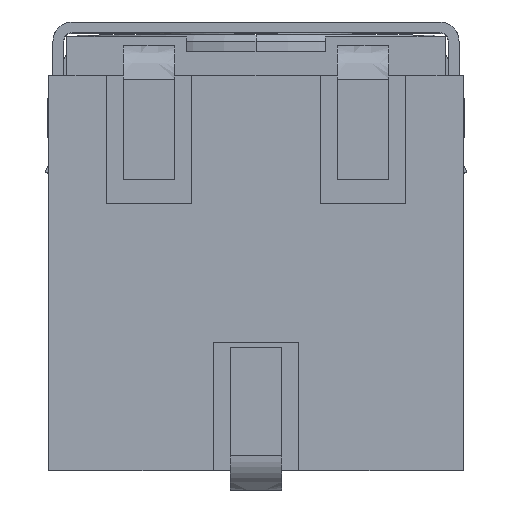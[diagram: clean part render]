
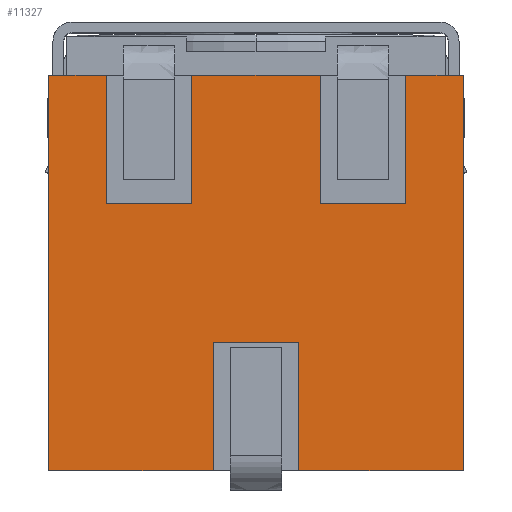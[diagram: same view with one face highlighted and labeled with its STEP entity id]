
A CAD part, top view. The second image highlights one B-rep face of the part: STEP entity #11327.
In plain terms, the highlighted free-form (B-spline) face has degree [1, 1] with [2, 2] control points.
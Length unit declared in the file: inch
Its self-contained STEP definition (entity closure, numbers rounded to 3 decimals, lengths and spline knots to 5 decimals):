
#2544=DIRECTION('',(-1.,0.,0.));
#2545=VECTOR('',#2544,0.06);
#2546=CARTESIAN_POINT('',(0.03,0.059,0.1155));
#2547=LINE('',#2546,#2545);
#2560=DIRECTION('',(-1.,0.,0.));
#2561=VECTOR('',#2560,0.027);
#2562=CARTESIAN_POINT('',(-0.07,0.059,0.1155));
#2563=LINE('',#2562,#2561);
#2600=DIRECTION('',(-1.,0.,0.));
#2601=VECTOR('',#2600,0.027);
#2602=CARTESIAN_POINT('',(0.097,0.059,0.1155));
#2603=LINE('',#2602,#2601);
#2652=DIRECTION('',(0.,-1.,0.));
#2653=VECTOR('',#2652,0.06);
#2654=CARTESIAN_POINT('',(-0.07,0.059,0.1155));
#2655=LINE('',#2654,#2653);
#2656=DIRECTION('',(1.,0.,0.));
#2657=VECTOR('',#2656,0.04);
#2658=CARTESIAN_POINT('',(-0.07,-0.001,0.1155));
#2659=LINE('',#2658,#2657);
#2660=DIRECTION('',(0.,-1.,0.));
#2661=VECTOR('',#2660,0.06);
#2662=CARTESIAN_POINT('',(-0.03,0.059,0.1155));
#2663=LINE('',#2662,#2661);
#2664=DIRECTION('',(0.,-1.,0.));
#2665=VECTOR('',#2664,0.06);
#2666=CARTESIAN_POINT('',(0.03,0.059,0.1155));
#2667=LINE('',#2666,#2665);
#2668=DIRECTION('',(1.,0.,0.));
#2669=VECTOR('',#2668,0.04);
#2670=CARTESIAN_POINT('',(0.03,-0.001,0.1155));
#2671=LINE('',#2670,#2669);
#2672=DIRECTION('',(0.,-1.,0.));
#2673=VECTOR('',#2672,0.06);
#2674=CARTESIAN_POINT('',(0.07,0.059,0.1155));
#2675=LINE('',#2674,#2673);
#2676=DIRECTION('',(0.,1.,0.));
#2677=VECTOR('',#2676,0.185);
#2678=CARTESIAN_POINT('',(0.097,-0.126,0.1155));
#2679=LINE('',#2678,#2677);
#2680=DIRECTION('',(0.,1.,0.));
#2681=VECTOR('',#2680,0.06);
#2682=CARTESIAN_POINT('',(0.02,-0.126,0.1155));
#2683=LINE('',#2682,#2681);
#2684=DIRECTION('',(-1.,0.,0.));
#2685=VECTOR('',#2684,0.04);
#2686=CARTESIAN_POINT('',(0.02,-0.066,0.1155));
#2687=LINE('',#2686,#2685);
#2688=DIRECTION('',(0.,1.,0.));
#2689=VECTOR('',#2688,0.06);
#2690=CARTESIAN_POINT('',(-0.02,-0.126,0.1155));
#2691=LINE('',#2690,#2689);
#2692=DIRECTION('',(0.,-1.,0.));
#2693=VECTOR('',#2692,0.185);
#2694=CARTESIAN_POINT('',(-0.097,0.059,0.1155));
#2695=LINE('',#2694,#2693);
#2768=DIRECTION('',(1.,0.,0.));
#2769=VECTOR('',#2768,0.077);
#2770=CARTESIAN_POINT('',(-0.097,-0.126,0.1155));
#2771=LINE('',#2770,#2769);
#2792=DIRECTION('',(1.,0.,0.));
#2793=VECTOR('',#2792,0.077);
#2794=CARTESIAN_POINT('',(0.02,-0.126,0.1155));
#2795=LINE('',#2794,#2793);
#7858=CARTESIAN_POINT('',(-0.097,0.059,0.1155));
#7859=CARTESIAN_POINT('',(-0.097,-0.126,0.1155));
#7860=VERTEX_POINT('',#7858);
#7861=VERTEX_POINT('',#7859);
#7862=CARTESIAN_POINT('',(0.097,-0.126,0.1155));
#7863=CARTESIAN_POINT('',(0.097,0.059,0.1155));
#7864=VERTEX_POINT('',#7862);
#7865=VERTEX_POINT('',#7863);
#8046=CARTESIAN_POINT('',(-0.07,0.059,0.1155));
#8048=VERTEX_POINT('',#8046);
#8050=CARTESIAN_POINT('',(-0.03,0.059,0.1155));
#8052=VERTEX_POINT('',#8050);
#8054=CARTESIAN_POINT('',(-0.07,-0.001,0.1155));
#8055=VERTEX_POINT('',#8054);
#8056=CARTESIAN_POINT('',(-0.03,-0.001,0.1155));
#8057=VERTEX_POINT('',#8056);
#8058=CARTESIAN_POINT('',(0.07,0.059,0.1155));
#8059=VERTEX_POINT('',#8058);
#8060=CARTESIAN_POINT('',(0.03,0.059,0.1155));
#8061=VERTEX_POINT('',#8060);
#8070=CARTESIAN_POINT('',(0.02,-0.126,0.1155));
#8072=VERTEX_POINT('',#8070);
#8074=CARTESIAN_POINT('',(-0.02,-0.126,0.1155));
#8076=VERTEX_POINT('',#8074);
#8078=CARTESIAN_POINT('',(0.03,-0.001,0.1155));
#8079=VERTEX_POINT('',#8078);
#8080=CARTESIAN_POINT('',(0.07,-0.001,0.1155));
#8081=VERTEX_POINT('',#8080);
#8082=CARTESIAN_POINT('',(0.02,-0.066,0.1155));
#8083=VERTEX_POINT('',#8082);
#8084=CARTESIAN_POINT('',(-0.02,-0.066,0.1155));
#8085=VERTEX_POINT('',#8084);
#11293=CARTESIAN_POINT('',(0.10088,-0.1297,0.1155));
#11294=CARTESIAN_POINT('',(-0.10088,-0.1297,0.1155));
#11295=CARTESIAN_POINT('',(0.10088,0.0627,0.1155));
#11296=CARTESIAN_POINT('',(-0.10088,0.0627,0.1155));
#11297=B_SPLINE_SURFACE_WITH_KNOTS('',1,1,((#11293,#11294),(#11295,#11296)),
.UNSPECIFIED.,.F.,.F.,.F.,(2,2),(2,2),(-0.1887,0.0037),(-0.19788,0.00388),
.UNSPECIFIED.);
#11299=ORIENTED_EDGE('',*,*,#11298,.T.);
#11301=ORIENTED_EDGE('',*,*,#11300,.T.);
#11303=ORIENTED_EDGE('',*,*,#11302,.F.);
#11304=ORIENTED_EDGE('',*,*,#11181,.F.);
#11306=ORIENTED_EDGE('',*,*,#11305,.T.);
#11308=ORIENTED_EDGE('',*,*,#11307,.T.);
#11309=ORIENTED_EDGE('',*,*,#11285,.F.);
#11310=ORIENTED_EDGE('',*,*,#11218,.F.);
#11312=ORIENTED_EDGE('',*,*,#11311,.F.);
#11314=ORIENTED_EDGE('',*,*,#11313,.F.);
#11316=ORIENTED_EDGE('',*,*,#11315,.T.);
#11318=ORIENTED_EDGE('',*,*,#11317,.T.);
#11320=ORIENTED_EDGE('',*,*,#11319,.F.);
#11322=ORIENTED_EDGE('',*,*,#11321,.F.);
#11323=ORIENTED_EDGE('',*,*,#11146,.F.);
#11324=ORIENTED_EDGE('',*,*,#11189,.F.);
#11325=EDGE_LOOP('',(#11299,#11301,#11303,#11304,#11306,#11308,#11309,#11310,
#11312,#11314,#11316,#11318,#11320,#11322,#11323,#11324));
#11326=FACE_OUTER_BOUND('',#11325,.F.);
#11327=ADVANCED_FACE('',(#11326),#11297,.T.);
#11146=EDGE_CURVE('',#7860,#7861,#2695,.T.);
#11181=EDGE_CURVE('',#8061,#8052,#2547,.T.);
#11189=EDGE_CURVE('',#8048,#7860,#2563,.T.);
#11218=EDGE_CURVE('',#7865,#8059,#2603,.T.);
#11285=EDGE_CURVE('',#8059,#8081,#2675,.T.);
#11298=EDGE_CURVE('',#8048,#8055,#2655,.T.);
#11300=EDGE_CURVE('',#8055,#8057,#2659,.T.);
#11302=EDGE_CURVE('',#8052,#8057,#2663,.T.);
#11305=EDGE_CURVE('',#8061,#8079,#2667,.T.);
#11307=EDGE_CURVE('',#8079,#8081,#2671,.T.);
#11311=EDGE_CURVE('',#7864,#7865,#2679,.T.);
#11313=EDGE_CURVE('',#8072,#7864,#2795,.T.);
#11315=EDGE_CURVE('',#8072,#8083,#2683,.T.);
#11317=EDGE_CURVE('',#8083,#8085,#2687,.T.);
#11319=EDGE_CURVE('',#8076,#8085,#2691,.T.);
#11321=EDGE_CURVE('',#7861,#8076,#2771,.T.);
